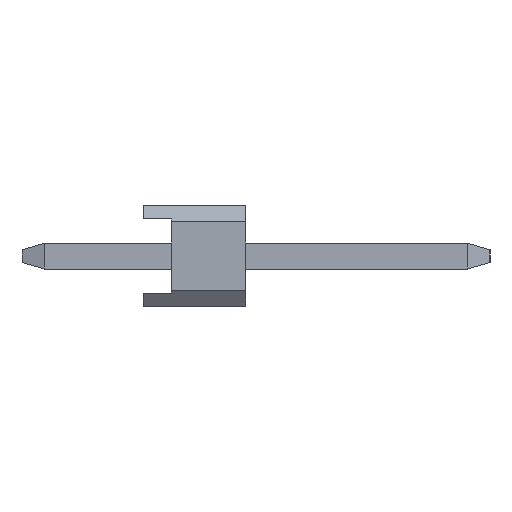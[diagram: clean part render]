
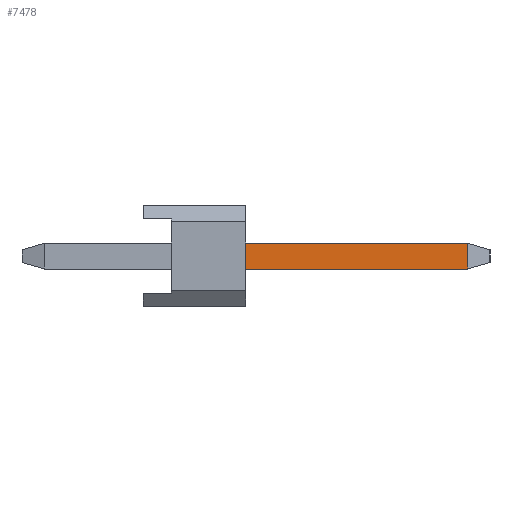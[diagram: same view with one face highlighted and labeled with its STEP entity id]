
A CAD part, left-side view. The second image highlights one B-rep face of the part: STEP entity #7478.
In plain terms, the highlighted planar face has unit normal (-1, 0, 0).
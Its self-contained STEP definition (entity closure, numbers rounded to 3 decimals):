
#4074=VERTEX_POINT('',#10645);
#5052=EDGE_CURVE('',#5716,#9242,#11734,.T.);
#5716=VERTEX_POINT('',#12484);
#6206=EDGE_CURVE('',#8458,#4074,#13017,.T.);
#7478=ADVANCED_FACE('',(#14405),#14406,.T.);
#7972=EDGE_CURVE('',#9242,#8458,#14944,.T.);
#8446=EDGE_CURVE('',#4074,#5716,#15461,.T.);
#8458=VERTEX_POINT('',#15473);
#9242=VERTEX_POINT('',#16332);
#10645=CARTESIAN_POINT('',(-25.72,-8.054,-0.32));
#11734=LINE('',#19746,#19747);
#12484=CARTESIAN_POINT('',(-25.72,-2.54,-0.32));
#13017=LINE('',#21595,#21596);
#14405=FACE_OUTER_BOUND('',#23616,.T.);
#14406=PLANE('',#23617);
#14944=LINE('',#24400,#24401);
#15461=LINE('',#25165,#25166);
#15473=CARTESIAN_POINT('',(-25.72,-8.054,0.32));
#16332=CARTESIAN_POINT('',(-25.72,-2.54,0.32));
#19746=CARTESIAN_POINT('',(-25.72,-2.54,0.252));
#19747=VECTOR('',#29444,1.0);
#21595=CARTESIAN_POINT('',(-25.72,-8.054,0.5));
#21596=VECTOR('',#30863,1.0);
#23616=EDGE_LOOP('',(#32157,#32158,#32159,#32160));
#23617=AXIS2_PLACEMENT_3D('',#32161,#32162,#32163);
#24400=CARTESIAN_POINT('',(-25.72,-2.8,0.32));
#24401=VECTOR('',#32648,1.0);
#25165=CARTESIAN_POINT('',(-25.72,2.454,-0.32));
#25166=VECTOR('',#33126,1.0);
#29444=DIRECTION('',(0.,0.,1.0));
#30863=DIRECTION('',(0.0,0.,-1.0));
#32157=ORIENTED_EDGE('',*,*,#5052,.F.);
#32158=ORIENTED_EDGE('',*,*,#8446,.F.);
#32159=ORIENTED_EDGE('',*,*,#6206,.F.);
#32160=ORIENTED_EDGE('',*,*,#7972,.F.);
#32161=CARTESIAN_POINT('',(-25.72,2.454,0.5));
#32162=DIRECTION('',(-1.0,0.,0.));
#32163=DIRECTION('',(0.,1.0,0.));
#32648=DIRECTION('',(0.,-1.0,0.));
#33126=DIRECTION('',(0.,1.0,0.));
